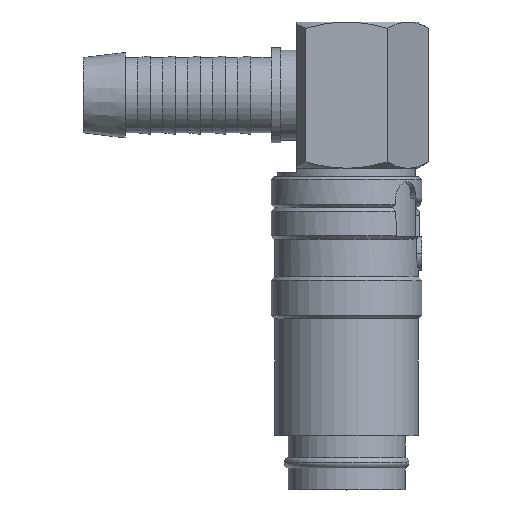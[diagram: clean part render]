
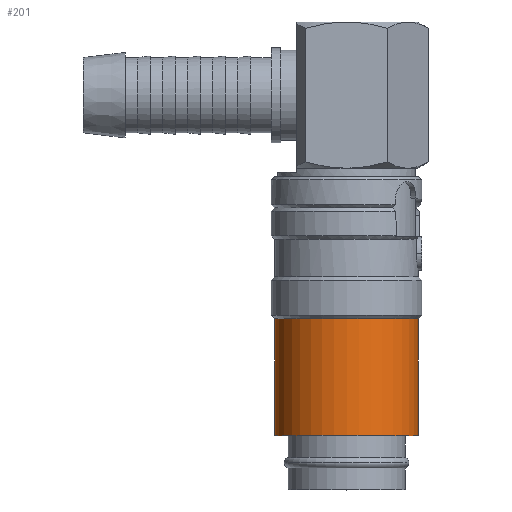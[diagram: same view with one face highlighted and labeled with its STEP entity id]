
A CAD part, top view. The second image highlights one B-rep face of the part: STEP entity #201.
In plain terms, the highlighted cylindrical face has radius 8.6 mm (diameter 17.2 mm), a partial arc.
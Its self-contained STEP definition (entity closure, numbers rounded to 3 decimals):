
#201=ADVANCED_FACE('',(#491),#492,.T.);
#491=FACE_OUTER_BOUND('',#869,.T.);
#492=CYLINDRICAL_SURFACE('',#870,8.6);
#869=EDGE_LOOP('',(#1392,#1393,#1394,#1395));
#870=AXIS2_PLACEMENT_3D('',#1396,#1397,#1398);
#1392=ORIENTED_EDGE('',*,*,#2313,.T.);
#1393=ORIENTED_EDGE('',*,*,#2314,.F.);
#1394=ORIENTED_EDGE('',*,*,#2315,.T.);
#1395=ORIENTED_EDGE('',*,*,#2316,.T.);
#1396=CARTESIAN_POINT('',(0.0,13.5,0.0));
#1397=DIRECTION('',(-0.0,1.0,0.0));
#1398=DIRECTION('',(1.0,0.0,0.0));
#2313=EDGE_CURVE('',#2808,#2755,#2809,.T.);
#2314=EDGE_CURVE('',#2758,#2755,#2810,.T.);
#2315=EDGE_CURVE('',#2758,#2811,#2812,.T.);
#2316=EDGE_CURVE('',#2811,#2808,#2813,.T.);
#2755=VERTEX_POINT('',#3660);
#2758=VERTEX_POINT('',#3664);
#2808=VERTEX_POINT('',#3761);
#2809=LINE('',#3762,#3763);
#2810=CIRCLE('',#3764,8.6);
#2811=VERTEX_POINT('',#3765);
#2812=LINE('',#3766,#3767);
#2813=CIRCLE('',#3768,8.6);
#3660=CARTESIAN_POINT('',(8.6,20.5,0.0));
#3664=CARTESIAN_POINT('',(-8.6,20.5,0.));
#3761=CARTESIAN_POINT('',(8.6,6.5,0.0));
#3762=CARTESIAN_POINT('',(8.6,13.5,0.));
#3763=VECTOR('',#4803,1.0);
#3764=AXIS2_PLACEMENT_3D('',#4804,#4805,#4806);
#3765=CARTESIAN_POINT('',(-8.6,6.5,0.));
#3766=CARTESIAN_POINT('',(-8.6,13.5,0.));
#3767=VECTOR('',#4807,1.0);
#3768=AXIS2_PLACEMENT_3D('',#4808,#4809,#4810);
#4803=DIRECTION('',(0.0,1.0,0.0));
#4804=CARTESIAN_POINT('',(0.0,20.5,0.0));
#4805=DIRECTION('',(-0.0,1.0,0.0));
#4806=DIRECTION('',(1.0,0.0,0.0));
#4807=DIRECTION('',(-0.0,-1.0,-0.0));
#4808=CARTESIAN_POINT('',(0.0,6.5,0.0));
#4809=DIRECTION('',(-0.0,1.0,0.0));
#4810=DIRECTION('',(1.0,0.0,0.0));
